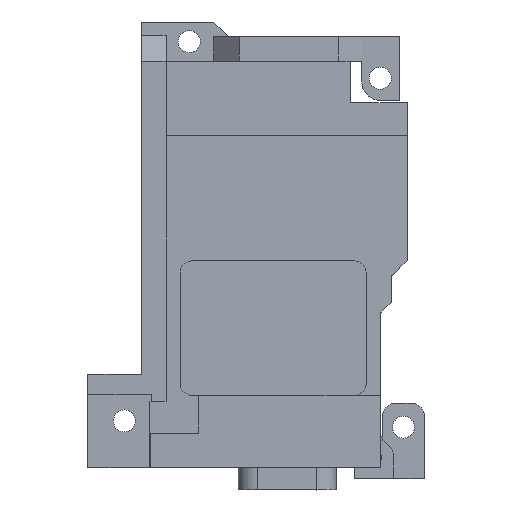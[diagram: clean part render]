
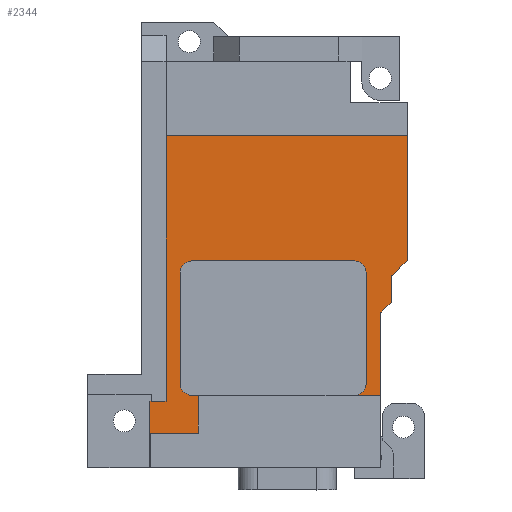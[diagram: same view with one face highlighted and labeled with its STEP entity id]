
A CAD part, top view. The second image highlights one B-rep face of the part: STEP entity #2344.
In plain terms, the highlighted planar face has unit normal (0, 0, 1).
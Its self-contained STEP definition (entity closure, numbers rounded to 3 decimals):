
#1438 = VERTEX_POINT('',#1439);
#1439 = CARTESIAN_POINT('',(-18.4,-0.8,2.7));
#1445 = EDGE_CURVE('',#1438,#1446,#1448,.T.);
#1446 = VERTEX_POINT('',#1447);
#1447 = CARTESIAN_POINT('',(-18.45,-0.8,2.7));
#1448 = LINE('',#1449,#1450);
#1449 = CARTESIAN_POINT('',(-13.188,-0.8,2.7));
#1450 = VECTOR('',#1451,1.);
#1451 = DIRECTION('',(-1.,0.,0.));
#1630 = VERTEX_POINT('',#1631);
#1631 = CARTESIAN_POINT('',(-18.3,4.6,2.7));
#1637 = EDGE_CURVE('',#1630,#1638,#1640,.T.);
#1638 = VERTEX_POINT('',#1639);
#1639 = CARTESIAN_POINT('',(-17.1,4.6,2.7));
#1640 = LINE('',#1641,#1642);
#1641 = CARTESIAN_POINT('',(-17.1,4.6,2.7));
#1642 = VECTOR('',#1643,1.);
#1643 = DIRECTION('',(1.,0.,0.));
#1645 = EDGE_CURVE('',#1638,#1646,#1648,.T.);
#1646 = VERTEX_POINT('',#1647);
#1647 = CARTESIAN_POINT('',(-17.1,26.3,2.7));
#1648 = LINE('',#1649,#1650);
#1649 = CARTESIAN_POINT('',(-17.1,32.4,2.7));
#1650 = VECTOR('',#1651,1.);
#1651 = DIRECTION('',(0.,1.,0.));
#1987 = VERTEX_POINT('',#1988);
#1988 = CARTESIAN_POINT('',(2.6,26.3,2.7));
#1994 = EDGE_CURVE('',#1987,#1995,#1997,.T.);
#1995 = VERTEX_POINT('',#1996);
#1996 = CARTESIAN_POINT('',(2.6,16.1,2.7));
#1997 = LINE('',#1998,#1999);
#1998 = CARTESIAN_POINT('',(2.6,13.825,2.7));
#1999 = VECTOR('',#2000,1.);
#2000 = DIRECTION('',(0.,-1.,0.));
#2082 = EDGE_CURVE('',#1995,#2083,#2085,.T.);
#2083 = VERTEX_POINT('',#2084);
#2084 = CARTESIAN_POINT('',(1.4,14.9,2.7));
#2085 = LINE('',#2086,#2087);
#2086 = CARTESIAN_POINT('',(-1.169,12.331,2.7));
#2087 = VECTOR('',#2088,1.);
#2088 = DIRECTION('',(-0.707,-0.707,0.));
#2107 = EDGE_CURVE('',#2083,#2108,#2110,.T.);
#2108 = VERTEX_POINT('',#2109);
#2109 = CARTESIAN_POINT('',(1.3,14.9,2.7));
#2110 = LINE('',#2111,#2112);
#2111 = CARTESIAN_POINT('',(-3.313,14.9,2.7));
#2112 = VECTOR('',#2113,1.);
#2113 = DIRECTION('',(-1.,0.,0.));
#2131 = VERTEX_POINT('',#2132);
#2132 = CARTESIAN_POINT('',(1.3,12.7,2.7));
#2140 = EDGE_CURVE('',#2108,#2131,#2141,.T.);
#2141 = LINE('',#2142,#2143);
#2142 = CARTESIAN_POINT('',(1.3,12.325,2.7));
#2143 = VECTOR('',#2144,1.);
#2144 = DIRECTION('',(0.,-1.,0.));
#2154 = EDGE_CURVE('',#2131,#2155,#2157,.T.);
#2155 = VERTEX_POINT('',#2156);
#2156 = CARTESIAN_POINT('',(0.5,11.9,2.7));
#2157 = LINE('',#2158,#2159);
#2158 = CARTESIAN_POINT('',(-1.194,10.206,2.7));
#2159 = VECTOR('',#2160,1.);
#2160 = DIRECTION('',(-0.707,-0.707,0.));
#2179 = EDGE_CURVE('',#2155,#2180,#2182,.T.);
#2180 = VERTEX_POINT('',#2181);
#2181 = CARTESIAN_POINT('',(0.4,11.9,2.7));
#2182 = LINE('',#2183,#2184);
#2183 = CARTESIAN_POINT('',(-3.763,11.9,2.7));
#2184 = VECTOR('',#2185,1.);
#2185 = DIRECTION('',(-1.,0.,0.));
#2213 = EDGE_CURVE('',#2180,#2214,#2216,.T.);
#2214 = VERTEX_POINT('',#2215);
#2215 = CARTESIAN_POINT('',(0.4,5.08,2.7));
#2216 = LINE('',#2217,#2218);
#2217 = CARTESIAN_POINT('',(0.4,5.975,2.7));
#2218 = VECTOR('',#2219,1.);
#2219 = DIRECTION('',(0.,-1.,0.));
#2324 = EDGE_CURVE('',#1438,#2325,#2327,.T.);
#2325 = VERTEX_POINT('',#2326);
#2326 = CARTESIAN_POINT('',(-18.4,2.,2.7));
#2327 = LINE('',#2328,#2329);
#2328 = CARTESIAN_POINT('',(-18.4,7.375,2.7));
#2329 = VECTOR('',#2330,1.);
#2330 = DIRECTION('',(0.,1.,0.));
#2344 = ADVANCED_FACE('',(#2345),#2468,.T.);
#2345 = FACE_BOUND('',#2346,.T.);
#2346 = EDGE_LOOP('',(#2347,#2357,#2366,#2374,#2383,#2391,#2400,#2408,
    #2417,#2423,#2424,#2425,#2426,#2427,#2428,#2429,#2430,#2436,#2437,
    #2438,#2446,#2452,#2453,#2454,#2462));
#2347 = ORIENTED_EDGE('',*,*,#2348,.T.);
#2348 = EDGE_CURVE('',#2349,#2351,#2353,.T.);
#2349 = VERTEX_POINT('',#2350);
#2350 = CARTESIAN_POINT('',(-14.45,5.08,2.7));
#2351 = VERTEX_POINT('',#2352);
#2352 = CARTESIAN_POINT('',(-14.95,5.08,2.7));
#2353 = LINE('',#2354,#2355);
#2354 = CARTESIAN_POINT('',(-11.438,5.08,2.7));
#2355 = VECTOR('',#2356,1.);
#2356 = DIRECTION('',(-1.,0.,0.));
#2357 = ORIENTED_EDGE('',*,*,#2358,.T.);
#2358 = EDGE_CURVE('',#2351,#2359,#2361,.T.);
#2359 = VERTEX_POINT('',#2360);
#2360 = CARTESIAN_POINT('',(-15.95,6.08,2.7));
#2361 = CIRCLE('',#2362,1.);
#2362 = AXIS2_PLACEMENT_3D('',#2363,#2364,#2365);
#2363 = CARTESIAN_POINT('',(-14.95,6.08,2.7));
#2364 = DIRECTION('',(0.,0.,-1.));
#2365 = DIRECTION('',(-1.,0.,-0.));
#2366 = ORIENTED_EDGE('',*,*,#2367,.T.);
#2367 = EDGE_CURVE('',#2359,#2368,#2370,.T.);
#2368 = VERTEX_POINT('',#2369);
#2369 = CARTESIAN_POINT('',(-15.95,15.08,2.7));
#2370 = LINE('',#2371,#2372);
#2371 = CARTESIAN_POINT('',(-15.95,13.915,2.7));
#2372 = VECTOR('',#2373,1.);
#2373 = DIRECTION('',(0.,1.,0.));
#2374 = ORIENTED_EDGE('',*,*,#2375,.T.);
#2375 = EDGE_CURVE('',#2368,#2376,#2378,.T.);
#2376 = VERTEX_POINT('',#2377);
#2377 = CARTESIAN_POINT('',(-14.95,16.08,2.7));
#2378 = CIRCLE('',#2379,1.);
#2379 = AXIS2_PLACEMENT_3D('',#2380,#2381,#2382);
#2380 = CARTESIAN_POINT('',(-14.95,15.08,2.7));
#2381 = DIRECTION('',(0.,0.,-1.));
#2382 = DIRECTION('',(0.,1.,0.));
#2383 = ORIENTED_EDGE('',*,*,#2384,.T.);
#2384 = EDGE_CURVE('',#2376,#2385,#2387,.T.);
#2385 = VERTEX_POINT('',#2386);
#2386 = CARTESIAN_POINT('',(-1.75,16.08,2.7));
#2387 = LINE('',#2388,#2389);
#2388 = CARTESIAN_POINT('',(-4.838,16.08,2.7));
#2389 = VECTOR('',#2390,1.);
#2390 = DIRECTION('',(1.,0.,0.));
#2391 = ORIENTED_EDGE('',*,*,#2392,.T.);
#2392 = EDGE_CURVE('',#2385,#2393,#2395,.T.);
#2393 = VERTEX_POINT('',#2394);
#2394 = CARTESIAN_POINT('',(-0.75,15.08,2.7));
#2395 = CIRCLE('',#2396,1.);
#2396 = AXIS2_PLACEMENT_3D('',#2397,#2398,#2399);
#2397 = CARTESIAN_POINT('',(-1.75,15.08,2.7));
#2398 = DIRECTION('',(0.,0.,-1.));
#2399 = DIRECTION('',(1.,0.,0.));
#2400 = ORIENTED_EDGE('',*,*,#2401,.T.);
#2401 = EDGE_CURVE('',#2393,#2402,#2404,.T.);
#2402 = VERTEX_POINT('',#2403);
#2403 = CARTESIAN_POINT('',(-0.75,6.08,2.7));
#2404 = LINE('',#2405,#2406);
#2405 = CARTESIAN_POINT('',(-0.75,9.415,2.7));
#2406 = VECTOR('',#2407,1.);
#2407 = DIRECTION('',(0.,-1.,0.));
#2408 = ORIENTED_EDGE('',*,*,#2409,.T.);
#2409 = EDGE_CURVE('',#2402,#2410,#2412,.T.);
#2410 = VERTEX_POINT('',#2411);
#2411 = CARTESIAN_POINT('',(-1.75,5.08,2.7));
#2412 = CIRCLE('',#2413,1.);
#2413 = AXIS2_PLACEMENT_3D('',#2414,#2415,#2416);
#2414 = CARTESIAN_POINT('',(-1.75,6.08,2.7));
#2415 = DIRECTION('',(0.,0.,-1.));
#2416 = DIRECTION('',(0.,-1.,0.));
#2417 = ORIENTED_EDGE('',*,*,#2418,.T.);
#2418 = EDGE_CURVE('',#2410,#2214,#2419,.T.);
#2419 = LINE('',#2420,#2421);
#2420 = CARTESIAN_POINT('',(-3.763,5.08,2.7));
#2421 = VECTOR('',#2422,1.);
#2422 = DIRECTION('',(1.,0.,0.));
#2423 = ORIENTED_EDGE('',*,*,#2213,.F.);
#2424 = ORIENTED_EDGE('',*,*,#2179,.F.);
#2425 = ORIENTED_EDGE('',*,*,#2154,.F.);
#2426 = ORIENTED_EDGE('',*,*,#2140,.F.);
#2427 = ORIENTED_EDGE('',*,*,#2107,.F.);
#2428 = ORIENTED_EDGE('',*,*,#2082,.F.);
#2429 = ORIENTED_EDGE('',*,*,#1994,.F.);
#2430 = ORIENTED_EDGE('',*,*,#2431,.F.);
#2431 = EDGE_CURVE('',#1646,#1987,#2432,.T.);
#2432 = LINE('',#2433,#2434);
#2433 = CARTESIAN_POINT('',(-2.663,26.3,2.7));
#2434 = VECTOR('',#2435,1.);
#2435 = DIRECTION('',(1.,0.,0.));
#2436 = ORIENTED_EDGE('',*,*,#1645,.F.);
#2437 = ORIENTED_EDGE('',*,*,#1637,.F.);
#2438 = ORIENTED_EDGE('',*,*,#2439,.F.);
#2439 = EDGE_CURVE('',#2440,#1630,#2442,.T.);
#2440 = VERTEX_POINT('',#2441);
#2441 = CARTESIAN_POINT('',(-18.45,4.6,2.7));
#2442 = LINE('',#2443,#2444);
#2443 = CARTESIAN_POINT('',(-12.513,4.6,2.7));
#2444 = VECTOR('',#2445,1.);
#2445 = DIRECTION('',(1.,0.,0.));
#2446 = ORIENTED_EDGE('',*,*,#2447,.F.);
#2447 = EDGE_CURVE('',#1446,#2440,#2448,.T.);
#2448 = LINE('',#2449,#2450);
#2449 = CARTESIAN_POINT('',(-18.45,8.675,2.7));
#2450 = VECTOR('',#2451,1.);
#2451 = DIRECTION('',(0.,1.,0.));
#2452 = ORIENTED_EDGE('',*,*,#1445,.F.);
#2453 = ORIENTED_EDGE('',*,*,#2324,.T.);
#2454 = ORIENTED_EDGE('',*,*,#2455,.T.);
#2455 = EDGE_CURVE('',#2325,#2456,#2458,.T.);
#2456 = VERTEX_POINT('',#2457);
#2457 = CARTESIAN_POINT('',(-14.45,2.,2.7));
#2458 = LINE('',#2459,#2460);
#2459 = CARTESIAN_POINT('',(-11.188,2.,2.7));
#2460 = VECTOR('',#2461,1.);
#2461 = DIRECTION('',(1.,0.,0.));
#2462 = ORIENTED_EDGE('',*,*,#2463,.T.);
#2463 = EDGE_CURVE('',#2456,#2349,#2464,.T.);
#2464 = LINE('',#2465,#2466);
#2465 = CARTESIAN_POINT('',(-14.45,8.915,2.7));
#2466 = VECTOR('',#2467,1.);
#2467 = DIRECTION('',(0.,1.,0.));
#2468 = PLANE('',#2469);
#2469 = AXIS2_PLACEMENT_3D('',#2470,#2471,#2472);
#2470 = CARTESIAN_POINT('',(-7.925,12.75,2.7));
#2471 = DIRECTION('',(0.,0.,1.));
#2472 = DIRECTION('',(1.,0.,0.));
